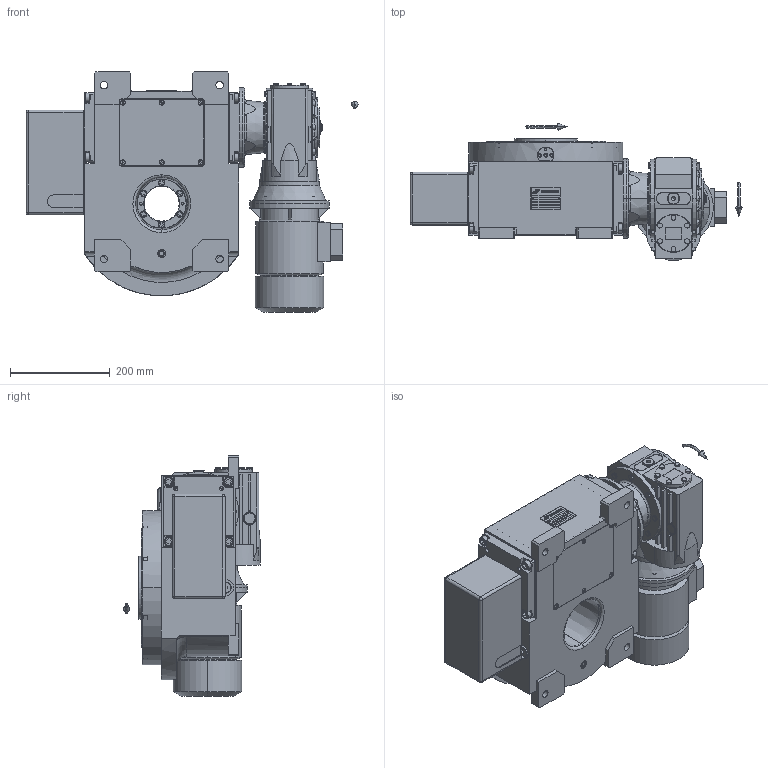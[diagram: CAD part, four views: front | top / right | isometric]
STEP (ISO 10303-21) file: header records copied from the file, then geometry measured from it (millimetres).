
FILE_DESCRIPTION (( 'STEP AP203' ), '1' );
FILE_NAME ('PC5201814.step', '2026-02-11T06:37:06', ( '' ), ( '' ), 'SwSTEP 2.0', 'SolidWorks 2020', '' );
FILE_SCHEMA (( 'CONFIG_CONTROL_DESIGN' ));
Length unit declared in the file: millimetre
Products named in the file (90): cfn2151_01_115; AS_3_04_130_00; cfn2000_01_126; PC5201814; cfn2077_01_036; cfn2128_19_002; AS_rig09_002_bl; cfn2151_01_170; cfn2070_05_009; rig09_071_6_m.stp; cfn2000_01_081; rig09_002_bl; CFN2155_01_195.stp; RIG09_005_AF0.stp; 900_38_30_003; RIG09_021_AF0.stp; TN71B5; rig09_004; cfn2000_01_099; freccia_angolare; cfn2003_01_054; 9004_2393; CFN2000_01_185.stp; cfn2107_01_001; AS_cfn2476_01_002_60x46; rig09_016; olio_agip_blasia_150; cfn2276_01_056; cfn2000_01_151; AS_rig09_071_6_m; CFN2356_03_053.stp; cfn2155_01_095; CFN2223_02_003.stp; AS_rig09_016; cfn2155_01_196; rig09_003_6; CFN2203_02_002.stp; CFN2104_02_018.stp; CBF70_F3_LCB_SX_71B5; cfn2104_01_018 ...
Assembly tree (78 placements, depth 5):
  cfn2151_01_115
  PC5201814
    rig09_001_a
    AS_cfn2476_01_002_60x46
      cfn2476_01_002_60x46
      cfn2107_01_001
      cfn2107_01_001
    AS_rig09_071_6_m
      rig09_071_6_m.stp
        RIG09_005_ASM.stp
          RIG09_005_AF0.stp
          RIG09_021_AF0.stp
          CFN2000_01_185.stp
          CFN2000_01_185.stp
          CFN2104_02_018.stp
        CFN2155_01_195.stp
        CFN2010_02_002.stp
      cfn2000_01_099
      cfn2000_01_099
      cfn2000_01_099
      cfn2000_01_099
      cfn2000_01_099
      cfn2000_01_099
      cfn2000_01_099
      cfn2000_01_099
      cfn2104_01_018  x2
      rig09_003_6
    AS_rig09_017
      rig09_017
      cfn2000_01_126
      cfn2000_01_126
      cfn2000_01_126
      cfn2000_01_126
      cfn2000_01_126
      cfn2000_01_126
      cfn2155_01_196
    AS_rig09_004
      rig09_004
      cfn2000_01_081
      cfn2155_01_095
      cfn2070_05_009
      cfn2000_01_081
      cfn2000_01_081
      cfn2000_01_081
    AS_rig09_004
      rig09_004
      cfn2000_01_081
      cfn2155_01_095
      cfn2070_05_009
      cfn2000_01_081
      cfn2000_01_081
      cfn2000_01_081
    AS_rig09_002_bl
      rig09_002_bl
      cfn2115_01_006
    cfn2128_04_002  x3
    cfn2128_19_002
    AS_rig09_016
      rig09_016
      cfn2003_01_054
Bounding box: 666.5 x 275 x 483 mm (x, y, z)
Volume: 11472960.5 mm3; surface area: 1871761.5 mm2
Topology: 67 solids, 75 shells, 3252 faces, 8049 edges, 5117 vertices
Faces by surface type: plane 1595, cylinder 955, cone 522, torus 170, sphere 8, bspline 2
Entity records: 115897 total; most frequent: CARTESIAN_POINT 30141, DIRECTION 16118, ORIENTED_EDGE 15720, EDGE_CURVE 7862, AXIS2_PLACEMENT_3D 5856, VERTEX_POINT 5055, VECTOR 4406, LINE 4406
